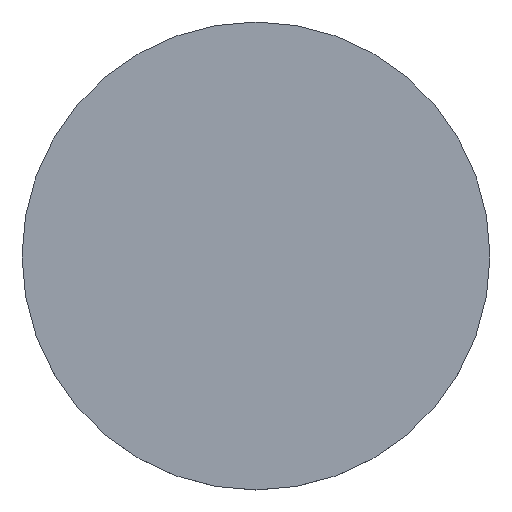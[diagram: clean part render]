
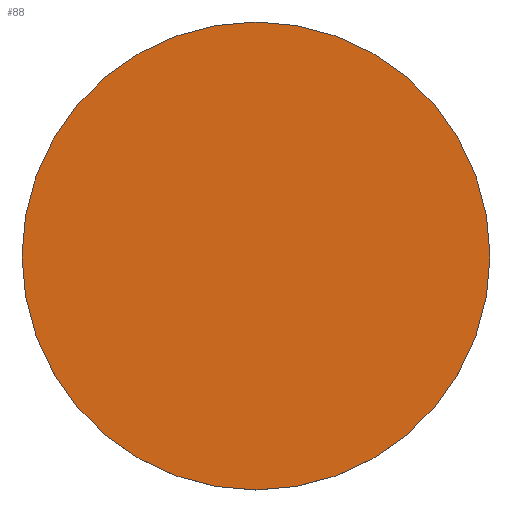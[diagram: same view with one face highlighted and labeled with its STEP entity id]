
A CAD part, top view. The second image highlights one B-rep face of the part: STEP entity #88.
In plain terms, the highlighted planar face has unit normal (0, 0, 1).
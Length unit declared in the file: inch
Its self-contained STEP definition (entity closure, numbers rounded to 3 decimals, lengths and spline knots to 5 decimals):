
#5 = DIRECTION ( 'NONE',  ( 1., 0., 0. ) ) ;
#7 = DIRECTION ( 'NONE',  ( 0., 0., 1. ) ) ;
#8 = ORIENTED_EDGE ( 'NONE', *, *, #90, .T. ) ;
#10 = PLANE ( 'NONE',  #140 ) ;
#15 = AXIS2_PLACEMENT_3D ( 'NONE', #65, #7, #5 ) ;
#41 = CARTESIAN_POINT ( 'NONE',  ( 0., 0., 0.31496 ) ) ;
#49 = EDGE_CURVE ( 'NONE', #138, #170, #51, .T. ) ;
#50 = DIRECTION ( 'NONE',  ( 1., 0., 0. ) ) ;
#51 = CIRCLE ( 'NONE', #132, 2.95276 ) ;
#65 = CARTESIAN_POINT ( 'NONE',  ( 0., 0., 0.31496 ) ) ;
#67 = CARTESIAN_POINT ( 'NONE',  ( -2.95276, 0., 0.31496 ) ) ;
#85 = CARTESIAN_POINT ( 'NONE',  ( 0., 0., 0.31496 ) ) ;
#88 = ADVANCED_FACE ( 'NONE', ( #100 ), #10, .T. ) ;
#90 = EDGE_CURVE ( 'NONE', #170, #138, #121, .T. ) ;
#98 = EDGE_LOOP ( 'NONE', ( #8, #115 ) ) ;
#100 = FACE_OUTER_BOUND ( 'NONE', #98, .T. ) ;
#114 = DIRECTION ( 'NONE',  ( 0., 0., 1. ) ) ;
#115 = ORIENTED_EDGE ( 'NONE', *, *, #49, .T. ) ;
#119 = CARTESIAN_POINT ( 'NONE',  ( 2.95276, 0., 0.31496 ) ) ;
#121 = CIRCLE ( 'NONE', #15, 2.95276 ) ;
#132 = AXIS2_PLACEMENT_3D ( 'NONE', #85, #114, #50 ) ;
#136 = DIRECTION ( 'NONE',  ( 0., 0., 1. ) ) ;
#138 = VERTEX_POINT ( 'NONE', #119 ) ;
#140 = AXIS2_PLACEMENT_3D ( 'NONE', #41, #136, #156 ) ;
#156 = DIRECTION ( 'NONE',  ( 1., 0., 0. ) ) ;
#170 = VERTEX_POINT ( 'NONE', #67 ) ;
